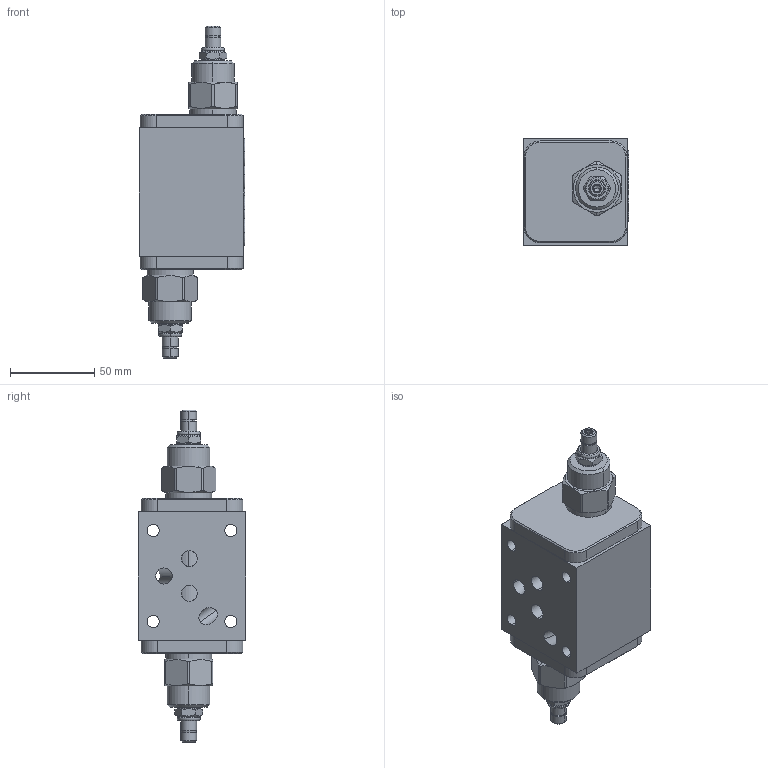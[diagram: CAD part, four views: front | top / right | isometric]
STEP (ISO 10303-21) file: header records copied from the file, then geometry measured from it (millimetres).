
FILE_DESCRIPTION((''),'2;1');
FILE_NAME('RPGCLAN-CBY_ASM','2019-12-02T',('ProEService'),(''),'PRO/ENGINEER BY PARAMETRIC TECHNOLOGY CORPORATION, 2014200','PRO/ENGINEER BY PARAMETRIC TECHNOLOGY CORPORATION, 2014200','');
FILE_SCHEMA(('CONFIG_CONTROL_DESIGN'));
Length unit declared in the file: inch
Products named in the file (4): 150-393; RPGCLAN; 500-001-014; RPGCLAN-CBY_ASM
Assembly tree (8 placements, depth 2):
  RPGCLAN-CBY_ASM
    150-393
    RPGCLAN  x2
    500-001-014  x5
Bounding box: 62.46 x 63.5 x 196.88 mm (x, y, z)
Volume: 363587.2 mm3; surface area: 70460.4 mm2
Topology: 12 solids, 14 shells, 519 faces, 1432 edges, 1075 vertices
Faces by surface type: cylinder 186, plane 141, cone 98, torus 54, revolution 36, sphere 4
Entity records: 13499 total; most frequent: CARTESIAN_POINT 4683, DIRECTION 1888, ORIENTED_EDGE 1552, EDGE_CURVE 776, AXIS2_PLACEMENT_3D 690, VECTOR 496, LINE 496, VERTEX_POINT 485
